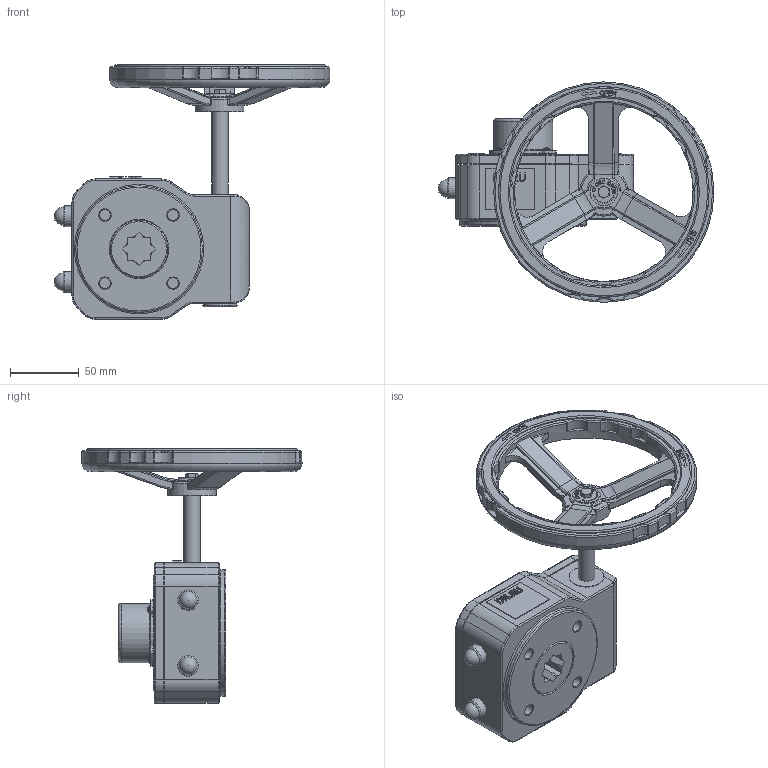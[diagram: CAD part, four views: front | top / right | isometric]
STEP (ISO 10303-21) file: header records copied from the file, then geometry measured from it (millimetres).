
FILE_DESCRIPTION(/* description */ (''),/* implementation_level */ '2;1');
FILE_NAME(/* name */ 'HGB-2-17_3D_STEP.stp',/* time_stamp */ '2024-08-15T23:25:15+03:00',/* author */ ('igorr'),/* organization */ (''),/* preprocessor_version */ 'ST-DEVELOPER v20',/* originating_system */ 'Autodesk Inventor 2025',/* authorisation */ '');
FILE_SCHEMA (('AUTOMOTIVE_DESIGN { 1 0 10303 214 3 1 1 }'));
Products named in the file (7): Сборка; Деталь1; Деталь 2; Деталь 3; AS 1427 - M2,5 x 4; AS 1110 - M5 x 10; BS 4168 - M6 x 16
Assembly tree (12 placements, depth 2):
  Сборка
    Деталь1
    Деталь 2
    Деталь 3
    AS 1427 - M2,5 x 4  x4
    AS 1110 - M5 x 10
    BS 4168 - M6 x 16  x4
Bounding box: 200.42 x 160 x 185 mm (x, y, z)
Volume: 741675.6 mm3; surface area: 122948.8 mm2
Topology: 12 solids, 16 shells, 2108 faces, 5450 edges, 3493 vertices
Faces by surface type: plane 794, bspline 569, cylinder 379, torus 221, sphere 73, cone 72
Full cylindrical faces by diameter (mm): 2.224 x4, 2.5 x4, 5 x1, 6 x8, 8 x9, 10 x1, 12 x5, 15 x2, 20 x1, 25 x2, 35 x2, 36 x1, 40 x1, 40.5 x1, 41 x1, 42 x1, 43 x2, 92 x1, 130 x1, 137 x1, 153 x1, 160 x1
Entity records: 72963 total; most frequent: CARTESIAN_POINT 25667, ORIENTED_EDGE 10228, DIRECTION 8048, EDGE_CURVE 5114, VERTEX_POINT 3277, AXIS2_PLACEMENT_3D 2761, LINE 2526, VECTOR 2526
